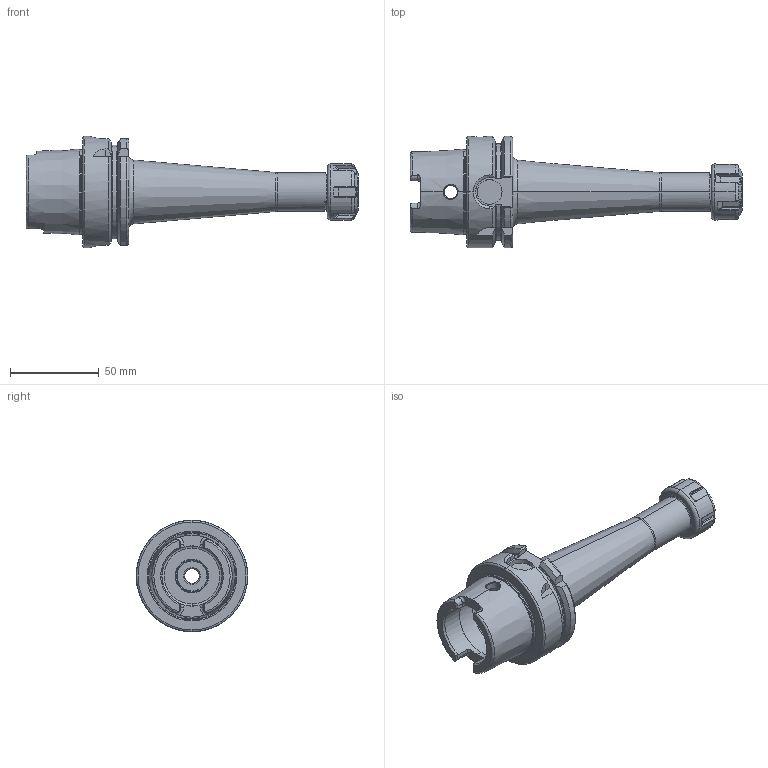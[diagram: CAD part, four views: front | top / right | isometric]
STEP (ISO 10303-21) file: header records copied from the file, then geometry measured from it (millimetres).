
FILE_DESCRIPTION (( 'STEP AP203' ), '1' );
FILE_NAME ('A63.02.10.1.STEP', '2016-11-26T03:09:52', ( '' ), ( '' ), 'SwSTEP 2.0', 'SolidWorks 2012', '' );
FILE_SCHEMA (( 'CONFIG_CONTROL_DESIGN' ));
Products named in the file (3): A63.02.10.1; 2-01.100.0160180C7_ER16螺帽(六溝)
Assembly tree (2 placements, depth 2):
  A63.02.10.1
    A63.02.10.1
    2-01.100.0160180C7_ER16螺帽(六溝)
Bounding box: 187.58 x 63 x 63 mm (x, y, z)
Volume: 150553.1 mm3; surface area: 41781.6 mm2
Topology: 2 solids, 2 shells, 451 faces, 1156 edges, 713 vertices
Faces by surface type: cylinder 173, plane 99, bspline 82, torus 61, cone 36
Entity records: 33616 total; most frequent: CARTESIAN_POINT 23869, ORIENTED_EDGE 2308, DIRECTION 1558, EDGE_CURVE 1154, VERTEX_POINT 713, AXIS2_PLACEMENT_3D 611, EDGE_LOOP 465, FACE_OUTER_BOUND 451
